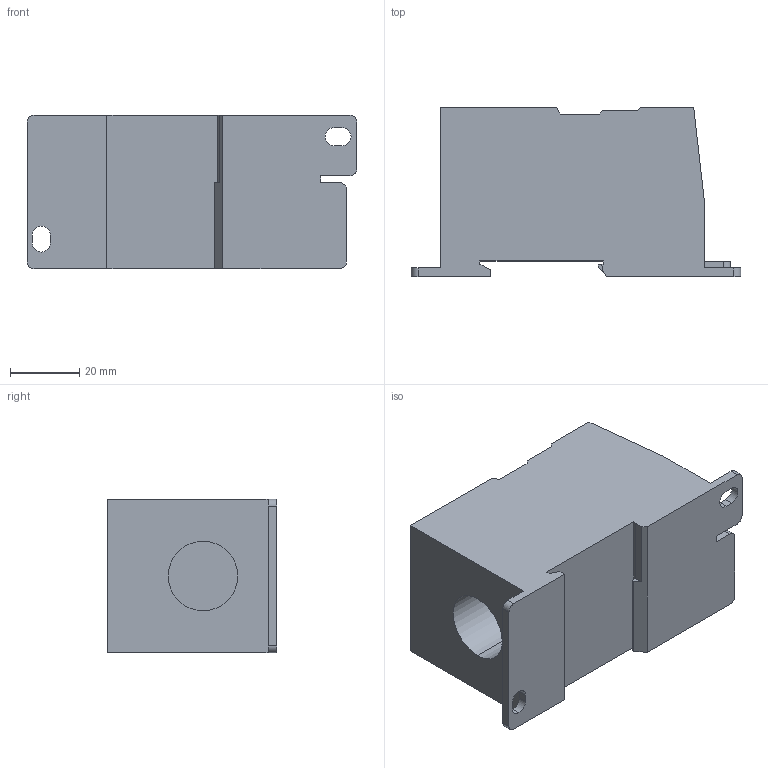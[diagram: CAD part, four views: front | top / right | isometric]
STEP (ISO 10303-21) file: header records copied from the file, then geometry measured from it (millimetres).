
FILE_DESCRIPTION (( 'STEP AP203' ), '1' );
FILE_NAME ('38019AL.step', '2024-07-23T19:29:47', ( '' ), ( '' ), 'SwSTEP 2.0', 'SolidWorks 2023', '' );
FILE_SCHEMA (( 'CONFIG_CONTROL_DESIGN' ));
Length unit declared in the file: inch
Products named in the file (1): 38019AL
Bounding box: 95.4 x 49 x 44.5 mm (x, y, z)
Volume: 126189 mm3; surface area: 37682.1 mm2
Topology: 1 solids, 2 shells, 271 faces, 714 edges, 449 vertices
Faces by surface type: plane 127, cylinder 97, cone 47
Entity records: 8482 total; most frequent: CARTESIAN_POINT 1793, ORIENTED_EDGE 1388, DIRECTION 1367, EDGE_CURVE 694, AXIS2_PLACEMENT_3D 469, VERTEX_POINT 449, VECTOR 429, LINE 429
